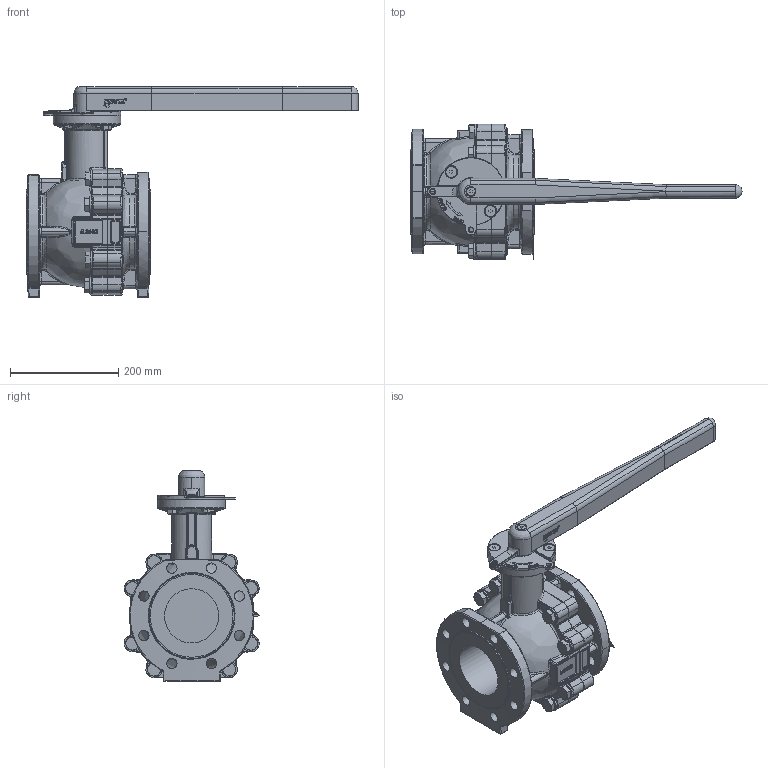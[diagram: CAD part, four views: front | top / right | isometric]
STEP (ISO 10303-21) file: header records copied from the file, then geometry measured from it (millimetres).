
FILE_DESCRIPTION(('HOOPS Exchange Step'),'2;1');
FILE_NAME('FK13010011.stp','2025-09-18T10:45:12+02:00',('nieru'),('Unknown organisation'),'HOOPS Exchange 2024.2','HOOPS Exchange','Unknown authorisation');
FILE_SCHEMA( ('AP203_CONFIGURATION_CONTROLLED_3D_DESIGN_OF_MECHANICAL_PARTS_AND_ASSEMBLIES_MIM_LF') );
Length unit declared in the file: millimetre
Products named in the file (4): 0; root
Assembly tree (3 placements, depth 3):
  root
    0
      0
      0
Bounding box: 612.3 x 250.2 x 389 mm (x, y, z)
Volume: 6366200 mm3; surface area: 662343.4 mm2
Topology: 5 solids, 5 shells, 2624 faces, 6877 edges, 4361 vertices
Faces by surface type: bspline 843, cylinder 752, plane 673, torus 161, cone 122, sphere 48, extrusion 25
Full cylindrical faces by diameter (mm): 2.2 x4, 6.647 x1, 11 x4, 16 x12, 17 x10, 19 x16, 22.49 x8, 30 x8, 71 x1, 125 x1, 152.7 x2, 157.2 x2
Entity records: 227479 total; most frequent: CARTESIAN_POINT 174091, ORIENTED_EDGE 13700, EDGE_CURVE 6850, DIRECTION 6531, VERTEX_POINT 4361, B_SPLINE_CURVE_WITH_KNOTS 4013, EDGE_LOOP 2811, FACE_BOUND 2811
